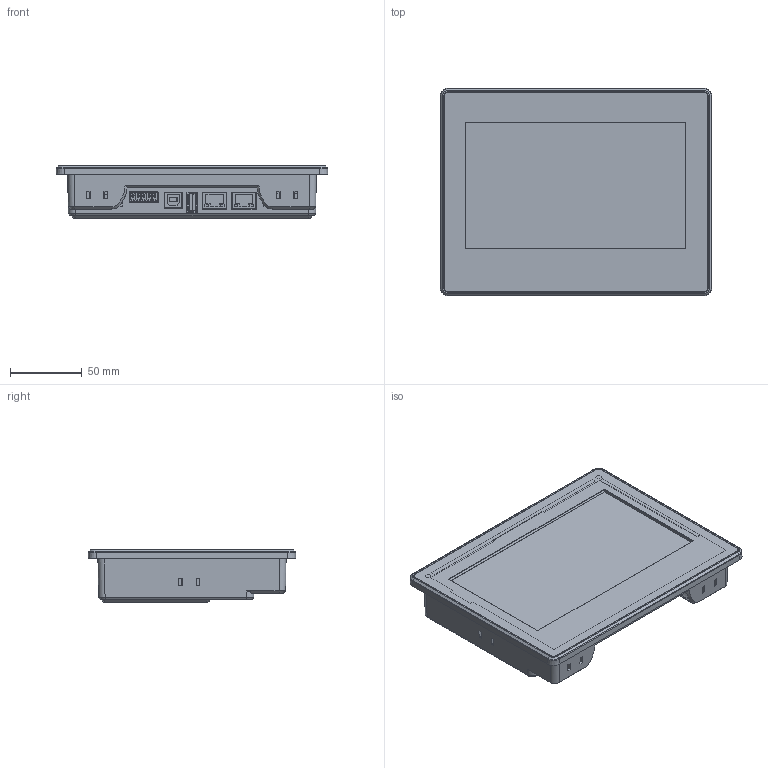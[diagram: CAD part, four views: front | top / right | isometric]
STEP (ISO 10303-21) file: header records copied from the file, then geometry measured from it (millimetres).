
FILE_DESCRIPTION (( 'STEP AP214' ), '1' );
FILE_NAME ('22ST-07-F.STEP', '2021-04-26T04:53:45', ( '' ), ( '' ), 'SwSTEP 2.0', 'SolidWorks 2020', '' );
FILE_SCHEMA (( 'AUTOMOTIVE_DESIGN' ));
Length unit declared in the file: millimetre
Products named in the file (5): RC; BODY; LCM-TP; TB; 22ST-07-F
Assembly tree (4 placements, depth 2):
  22ST-07-F
    BODY
    LCM-TP
    TB
    RC
Bounding box: 189.59 x 144.89 x 36.56 mm (x, y, z)
Volume: 561089.2 mm3; surface area: 248488.3 mm2
Topology: 4 solids, 9 shells, 3632 faces, 10196 edges, 6633 vertices
Faces by surface type: plane 2559, cylinder 620, cone 291, bspline 123, torus 27, sphere 12
Entity records: 126241 total; most frequent: CARTESIAN_POINT 34985, ORIENTED_EDGE 20370, DIRECTION 16724, EDGE_CURVE 10185, VECTOR 7510, LINE 7510, VERTEX_POINT 6633, AXIS2_PLACEMENT_3D 4607
